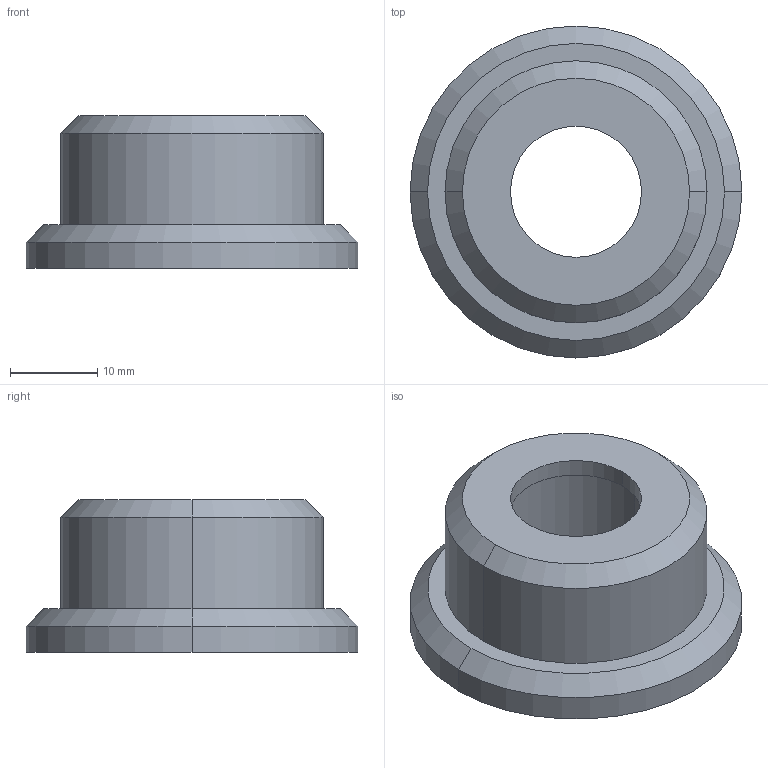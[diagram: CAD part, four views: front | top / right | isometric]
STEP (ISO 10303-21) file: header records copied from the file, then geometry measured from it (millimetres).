
FILE_DESCRIPTION (( 'STEP AP203' ), '1' );
FILE_NAME ('IP68-ELEC-SUPBARO.STEP', '2021-12-21T15:23:31', ( '' ), ( '' ), 'SwSTEP 2.0', 'SolidWorks 2016', '' );
FILE_SCHEMA (( 'CONFIG_CONTROL_DESIGN' ));
Length unit declared in the file: millimetre
Products named in the file (1): IP68-ELEC-SUPBARO
Bounding box: 38 x 38 x 17.5 mm (x, y, z)
Volume: 8677.8 mm3; surface area: 5156.1 mm2
Topology: 1 solids, 1 shells, 40 faces, 88 edges, 50 vertices
Faces by surface type: cylinder 20, cone 14, plane 6
Entity records: 1131 total; most frequent: DIRECTION 208, CARTESIAN_POINT 171, ORIENTED_EDGE 160, AXIS2_PLACEMENT_3D 87, EDGE_CURVE 80, EDGE_LOOP 50, VERTEX_POINT 50, CIRCLE 46
